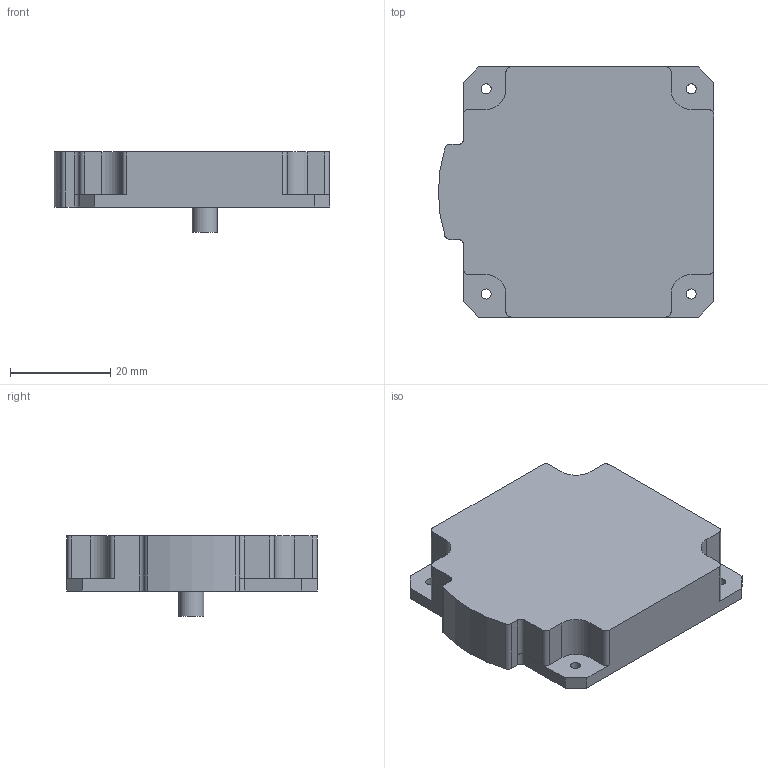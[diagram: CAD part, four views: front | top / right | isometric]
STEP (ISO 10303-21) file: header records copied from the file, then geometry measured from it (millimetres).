
FILE_DESCRIPTION(/* description */ (''),/* implementation_level */ '2;1');
FILE_NAME(/* name */ 'Stepper.ipt.step',/* time_stamp */ '2016-03-31T16:34:34-07:00',/* author */ ('tshum_000'),/* organization */ (''),/* preprocessor_version */ 'ST-DEVELOPER v16.1',/* originating_system */ 'Autodesk Inventor 2016',/* authorisation */ '');
FILE_SCHEMA (('AUTOMOTIVE_DESIGN { 1 0 10303 214 3 1 1 }'));
Length unit declared in the file: millimetre
Products named in the file (1): Stepper
Bounding box: 55 x 50.01 x 16 mm (x, y, z)
Volume: 26104.3 mm3; surface area: 7409.8 mm2
Topology: 1 solids, 1 shells, 50 faces, 141 edges, 94 vertices
Faces by surface type: plane 27, cylinder 23
Full cylindrical faces by diameter (mm): 2.01 x4, 5 x1
Entity records: 1656 total; most frequent: DIRECTION 285, CARTESIAN_POINT 281, ORIENTED_EDGE 272, EDGE_CURVE 136, AXIS2_PLACEMENT_3D 98, VERTEX_POINT 94, LINE 89, VECTOR 89
